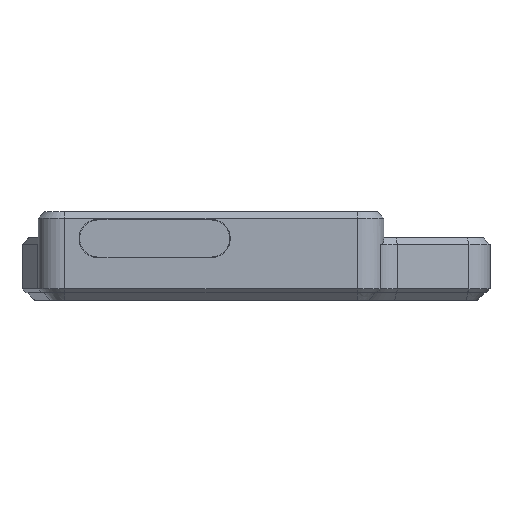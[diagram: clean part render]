
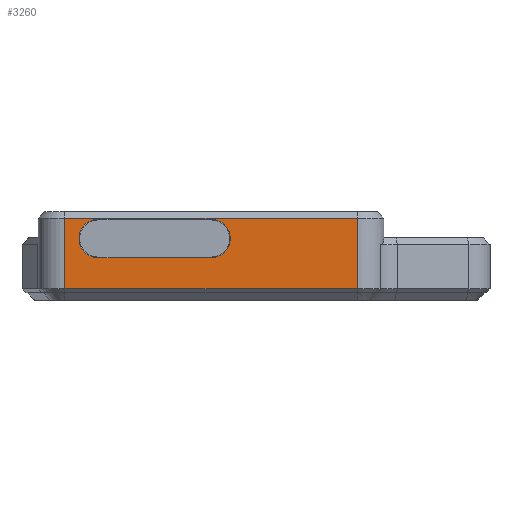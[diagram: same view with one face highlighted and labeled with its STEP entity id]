
A CAD part, left-side view. The second image highlights one B-rep face of the part: STEP entity #3260.
In plain terms, the highlighted planar face has unit normal (-1, 0, 0).
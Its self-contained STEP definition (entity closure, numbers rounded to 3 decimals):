
#2327=CARTESIAN_POINT('',(-12.356,-40.059,-2.));
#2328=VERTEX_POINT('',#2327);
#2379=CARTESIAN_POINT('',(-12.356,-94.451,-2.));
#2380=VERTEX_POINT('',#2379);
#2387=CARTESIAN_POINT('',(-12.356,-94.451,-2.));
#2388=DIRECTION('',(0.,1.,0.));
#2389=VECTOR('',#2388,54.392);
#2390=LINE('',#2387,#2389);
#2391=EDGE_CURVE('',#2380,#2328,#2390,.T.);
#3148=CARTESIAN_POINT('',(-12.356,-94.451,11.15));
#3149=VERTEX_POINT('',#3148);
#3157=CARTESIAN_POINT('',(-12.356,-94.451,11.15));
#3158=DIRECTION('',(-0.,-0.,-1.));
#3159=VECTOR('',#3158,13.15);
#3160=LINE('',#3157,#3159);
#3161=EDGE_CURVE('',#3149,#2380,#3160,.T.);
#3167=CARTESIAN_POINT('',(-12.356,-67.147,-2.));
#3168=DIRECTION('',(-1.,0.,0.));
#3169=DIRECTION('',(0.,0.,-1.));
#3170=AXIS2_PLACEMENT_3D('',#3167,#3168,#3169);
#3171=PLANE('',#3170);
#3172=ORIENTED_EDGE('',*,*,#3161,.F.);
#3173=CARTESIAN_POINT('',(-12.356,-40.059,11.15));
#3174=VERTEX_POINT('',#3173);
#3175=CARTESIAN_POINT('',(-12.356,-40.059,11.15));
#3176=DIRECTION('',(0.,-1.,0.));
#3177=VECTOR('',#3176,54.392);
#3178=LINE('',#3175,#3177);
#3179=EDGE_CURVE('',#3174,#3149,#3178,.T.);
#3180=ORIENTED_EDGE('',*,*,#3179,.F.);
#3181=CARTESIAN_POINT('',(-12.356,-40.059,11.15));
#3182=DIRECTION('',(0.,0.,-1.));
#3183=VECTOR('',#3182,13.15);
#3184=LINE('',#3181,#3183);
#3185=EDGE_CURVE('',#3174,#2328,#3184,.T.);
#3186=ORIENTED_EDGE('',*,*,#3185,.T.);
#3187=ORIENTED_EDGE('',*,*,#2391,.F.);
#3188=EDGE_LOOP('',(#3172,#3180,#3186,#3187));
#3189=FACE_BOUND('',#3188,.T.);
#3190=CARTESIAN_POINT('',(-12.356,-70.834,7.3));
#3191=VERTEX_POINT('',#3190);
#3192=CARTESIAN_POINT('',(-12.356,-67.334,3.8));
#3193=VERTEX_POINT('',#3192);
#3194=CARTESIAN_POINT('',(-12.356,-67.334,7.3));
#3195=DIRECTION('',(1.,0.,0.));
#3196=DIRECTION('',(0.,0.,-1.));
#3197=AXIS2_PLACEMENT_3D('',#3194,#3195,#3196);
#3198=CIRCLE('',#3197,3.5);
#3199=EDGE_CURVE('',#3191,#3193,#3198,.T.);
#3200=ORIENTED_EDGE('',*,*,#3199,.T.);
#3201=CARTESIAN_POINT('',(-12.356,-46.234,3.8));
#3202=VERTEX_POINT('',#3201);
#3203=CARTESIAN_POINT('',(-12.356,-46.234,3.8));
#3204=DIRECTION('',(0.,-1.,0.));
#3205=VECTOR('',#3204,21.1);
#3206=LINE('',#3203,#3205);
#3207=EDGE_CURVE('',#3202,#3193,#3206,.T.);
#3208=ORIENTED_EDGE('',*,*,#3207,.F.);
#3209=CARTESIAN_POINT('',(-12.356,-42.734,7.3));
#3210=VERTEX_POINT('',#3209);
#3211=CARTESIAN_POINT('',(-12.356,-46.234,7.3));
#3212=DIRECTION('',(1.,0.,0.));
#3213=DIRECTION('',(0.,0.,-1.));
#3214=AXIS2_PLACEMENT_3D('',#3211,#3212,#3213);
#3215=CIRCLE('',#3214,3.5);
#3216=EDGE_CURVE('',#3202,#3210,#3215,.T.);
#3217=ORIENTED_EDGE('',*,*,#3216,.T.);
#3218=CARTESIAN_POINT('',(-12.356,-42.734,7.4));
#3219=VERTEX_POINT('',#3218);
#3220=CARTESIAN_POINT('',(-12.356,-42.734,7.4));
#3221=DIRECTION('',(0.,0.,-1.));
#3222=VECTOR('',#3221,0.1);
#3223=LINE('',#3220,#3222);
#3224=EDGE_CURVE('',#3219,#3210,#3223,.T.);
#3225=ORIENTED_EDGE('',*,*,#3224,.F.);
#3226=CARTESIAN_POINT('',(-12.356,-46.234,10.9));
#3227=VERTEX_POINT('',#3226);
#3228=CARTESIAN_POINT('',(-12.356,-46.234,7.4));
#3229=DIRECTION('',(1.,0.,0.));
#3230=DIRECTION('',(0.,0.,-1.));
#3231=AXIS2_PLACEMENT_3D('',#3228,#3229,#3230);
#3232=CIRCLE('',#3231,3.5);
#3233=EDGE_CURVE('',#3219,#3227,#3232,.T.);
#3234=ORIENTED_EDGE('',*,*,#3233,.T.);
#3235=CARTESIAN_POINT('',(-12.356,-67.334,10.9));
#3236=VERTEX_POINT('',#3235);
#3237=CARTESIAN_POINT('',(-12.356,-67.334,10.9));
#3238=DIRECTION('',(0.,1.,0.));
#3239=VECTOR('',#3238,21.1);
#3240=LINE('',#3237,#3239);
#3241=EDGE_CURVE('',#3236,#3227,#3240,.T.);
#3242=ORIENTED_EDGE('',*,*,#3241,.F.);
#3243=CARTESIAN_POINT('',(-12.356,-70.834,7.4));
#3244=VERTEX_POINT('',#3243);
#3245=CARTESIAN_POINT('',(-12.356,-67.334,7.4));
#3246=DIRECTION('',(1.,0.,0.));
#3247=DIRECTION('',(0.,0.,-1.));
#3248=AXIS2_PLACEMENT_3D('',#3245,#3246,#3247);
#3249=CIRCLE('',#3248,3.5);
#3250=EDGE_CURVE('',#3236,#3244,#3249,.T.);
#3251=ORIENTED_EDGE('',*,*,#3250,.T.);
#3252=CARTESIAN_POINT('',(-12.356,-70.834,7.3));
#3253=DIRECTION('',(0.,0.,1.));
#3254=VECTOR('',#3253,0.1);
#3255=LINE('',#3252,#3254);
#3256=EDGE_CURVE('',#3191,#3244,#3255,.T.);
#3257=ORIENTED_EDGE('',*,*,#3256,.F.);
#3258=EDGE_LOOP('',(#3200,#3208,#3217,#3225,#3234,#3242,#3251,#3257));
#3259=FACE_BOUND('',#3258,.T.);
#3260=ADVANCED_FACE('',(#3189,#3259),#3171,.T.);
